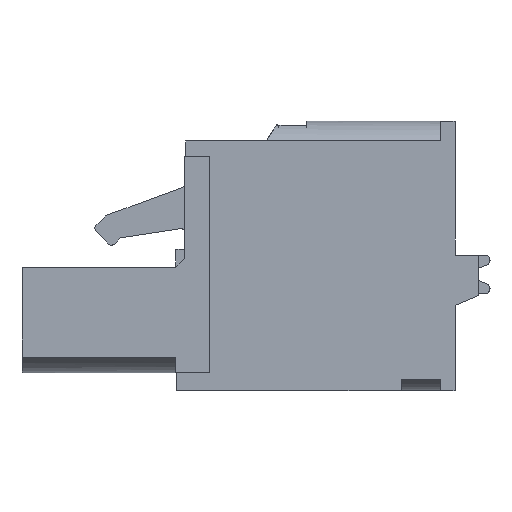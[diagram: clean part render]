
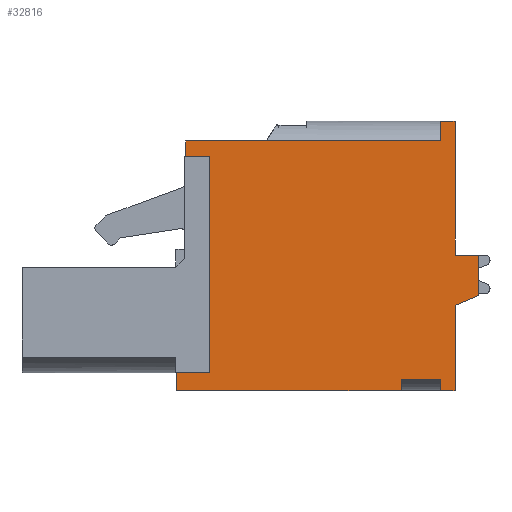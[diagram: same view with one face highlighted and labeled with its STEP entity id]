
A CAD part, left-side view. The second image highlights one B-rep face of the part: STEP entity #32816.
In plain terms, the highlighted planar face has unit normal (-1, 0, 0).
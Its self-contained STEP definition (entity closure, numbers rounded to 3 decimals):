
#3058=ORIENTED_EDGE('',*,*,#12433,.T.);
#3059=ORIENTED_EDGE('',*,*,#10835,.T.);
#3060=ORIENTED_EDGE('',*,*,#11633,.T.);
#3061=ORIENTED_EDGE('',*,*,#11342,.T.);
#3062=ORIENTED_EDGE('',*,*,#12434,.T.);
#3063=ORIENTED_EDGE('',*,*,#11232,.T.);
#3064=ORIENTED_EDGE('',*,*,#11563,.F.);
#3065=ORIENTED_EDGE('',*,*,#11450,.F.);
#3066=ORIENTED_EDGE('',*,*,#12435,.T.);
#3067=ORIENTED_EDGE('',*,*,#12417,.T.);
#3068=ORIENTED_EDGE('',*,*,#12436,.T.);
#3069=ORIENTED_EDGE('',*,*,#12437,.F.);
#3070=ORIENTED_EDGE('',*,*,#10970,.T.);
#3071=ORIENTED_EDGE('',*,*,#12438,.T.);
#3072=ORIENTED_EDGE('',*,*,#12439,.T.);
#3073=ORIENTED_EDGE('',*,*,#12440,.F.);
#3074=ORIENTED_EDGE('',*,*,#12441,.F.);
#3075=ORIENTED_EDGE('',*,*,#11514,.T.);
#10835=EDGE_CURVE('',#15711,#15710,#18918,.T.);
#10970=EDGE_CURVE('',#15846,#15845,#19053,.T.);
#11232=EDGE_CURVE('',#16108,#16107,#19265,.T.);
#11342=EDGE_CURVE('',#16218,#16217,#19375,.T.);
#11450=EDGE_CURVE('',#16324,#16325,#19483,.T.);
#11514=EDGE_CURVE('',#16389,#16388,#19547,.T.);
#11563=EDGE_CURVE('',#16325,#16107,#19581,.T.);
#11633=EDGE_CURVE('',#15710,#16218,#19651,.T.);
#12417=EDGE_CURVE('',#16968,#16967,#20234,.T.);
#12433=EDGE_CURVE('',#16388,#15711,#20240,.T.);
#12434=EDGE_CURVE('',#16217,#16108,#20241,.T.);
#12435=EDGE_CURVE('',#16324,#16968,#20242,.T.);
#12436=EDGE_CURVE('',#16967,#16976,#20243,.T.);
#12437=EDGE_CURVE('',#15846,#16976,#20244,.T.);
#12438=EDGE_CURVE('',#15845,#16977,#20245,.T.);
#12439=EDGE_CURVE('',#16977,#16978,#20246,.T.);
#12440=EDGE_CURVE('',#16979,#16978,#20247,.T.);
#12441=EDGE_CURVE('',#16389,#16979,#20248,.T.);
#15710=VERTEX_POINT('',#45513);
#15711=VERTEX_POINT('',#45515);
#15845=VERTEX_POINT('',#45784);
#15846=VERTEX_POINT('',#45786);
#16107=VERTEX_POINT('',#46322);
#16108=VERTEX_POINT('',#46324);
#16217=VERTEX_POINT('',#46543);
#16218=VERTEX_POINT('',#46545);
#16324=VERTEX_POINT('',#46759);
#16325=VERTEX_POINT('',#46761);
#16388=VERTEX_POINT('',#46888);
#16389=VERTEX_POINT('',#46890);
#16967=VERTEX_POINT('',#48680);
#16968=VERTEX_POINT('',#48682);
#16976=VERTEX_POINT('',#48714);
#16977=VERTEX_POINT('',#48717);
#16978=VERTEX_POINT('',#48719);
#16979=VERTEX_POINT('',#48721);
#18918=LINE('',#45514,#23169);
#19053=LINE('',#45785,#23304);
#19265=LINE('',#46323,#23516);
#19375=LINE('',#46544,#23626);
#19483=LINE('',#46760,#23734);
#19547=LINE('',#46889,#23798);
#19581=LINE('',#46986,#23832);
#19651=LINE('',#47103,#23902);
#20234=LINE('',#48681,#24485);
#20240=LINE('',#48710,#24491);
#20241=LINE('',#48711,#24492);
#20242=LINE('',#48712,#24493);
#20243=LINE('',#48713,#24494);
#20244=LINE('',#48715,#24495);
#20245=LINE('',#48716,#24496);
#20246=LINE('',#48718,#24497);
#20247=LINE('',#48720,#24498);
#20248=LINE('',#48722,#24499);
#23169=VECTOR('',#36628,1000.);
#23304=VECTOR('',#36765,1000.);
#23516=VECTOR('',#37105,1000.);
#23626=VECTOR('',#37217,1000.);
#23734=VECTOR('',#37327,1000.);
#23798=VECTOR('',#37393,1000.);
#23832=VECTOR('',#37477,1000.);
#23902=VECTOR('',#37549,1000.);
#24485=VECTOR('',#38956,1000.);
#24491=VECTOR('',#38992,1000.);
#24492=VECTOR('',#38993,1000.);
#24493=VECTOR('',#38994,1000.);
#24494=VECTOR('',#38995,1000.);
#24495=VECTOR('',#38996,1000.);
#24496=VECTOR('',#38997,1000.);
#24497=VECTOR('',#38998,1000.);
#24498=VECTOR('',#38999,1000.);
#24499=VECTOR('',#39000,1000.);
#27700=EDGE_LOOP('',(#3058,#3059,#3060,#3061,#3062,#3063,#3064,#3065,#3066,
#3067,#3068,#3069,#3070,#3071,#3072,#3073,#3074,#3075));
#29571=FACE_BOUND('',#27700,.T.);
#31338=PLANE('',#34799);
#32816=ADVANCED_FACE('',(#29571),#31338,.T.);
#34799=AXIS2_PLACEMENT_3D('',#48709,#38990,#38991);
#36628=DIRECTION('',(0.,1.,0.));
#36765=DIRECTION('',(0.,0.,1.));
#37105=DIRECTION('',(0.,1.,0.));
#37217=DIRECTION('',(0.,-1.,0.));
#37327=DIRECTION('',(0.,1.,0.));
#37393=DIRECTION('',(0.,1.,0.));
#37477=DIRECTION('',(0.,0.,1.));
#37549=DIRECTION('',(0.,0.,-1.));
#38956=DIRECTION('',(0.,-1.,0.));
#38990=DIRECTION('',(-1.,0.,0.));
#38991=DIRECTION('',(0.,0.,1.));
#38992=DIRECTION('',(0.,0.,-1.));
#38993=DIRECTION('',(0.,0.,-1.));
#38994=DIRECTION('',(0.,0.,1.));
#38995=DIRECTION('',(0.,0.,-1.));
#38996=DIRECTION('',(0.,1.,0.));
#38997=DIRECTION('',(0.,-0.921,0.39));
#38998=DIRECTION('',(0.,0.,1.));
#38999=DIRECTION('',(0.,-1.,0.));
#39000=DIRECTION('',(0.,0.,-1.));
#45513=CARTESIAN_POINT('',(-30.48,7.9,6.4));
#45514=CARTESIAN_POINT('',(-30.48,3.4,6.4));
#45515=CARTESIAN_POINT('',(-30.48,-6.3,6.4));
#45784=CARTESIAN_POINT('',(-30.48,-7.1,-2.75));
#45785=CARTESIAN_POINT('',(-30.48,-7.1,-7.5));
#45786=CARTESIAN_POINT('',(-30.48,-7.1,-7.5));
#46322=CARTESIAN_POINT('',(-30.48,8.4,-6.5));
#46323=CARTESIAN_POINT('',(-30.48,8.4,-6.5));
#46324=CARTESIAN_POINT('',(-30.48,6.57,-6.5));
#46543=CARTESIAN_POINT('',(-30.48,6.57,5.55));
#46544=CARTESIAN_POINT('',(-30.48,7.9,5.55));
#46545=CARTESIAN_POINT('',(-30.48,7.9,5.55));
#46759=CARTESIAN_POINT('',(-30.48,-4.1,-7.5));
#46760=CARTESIAN_POINT('',(-30.48,-8.4,-7.5));
#46761=CARTESIAN_POINT('',(-30.48,8.4,-7.5));
#46888=CARTESIAN_POINT('',(-30.48,-6.3,7.5));
#46889=CARTESIAN_POINT('',(-30.48,-8.4,7.5));
#46890=CARTESIAN_POINT('',(-30.48,-7.1,7.5));
#46986=CARTESIAN_POINT('',(-30.48,8.4,-7.5));
#47103=CARTESIAN_POINT('',(-30.48,7.9,6.4));
#48680=CARTESIAN_POINT('',(-30.48,-6.3,-6.9));
#48681=CARTESIAN_POINT('',(-30.48,-4.1,-6.9));
#48682=CARTESIAN_POINT('',(-30.48,-4.1,-6.9));
#48709=CARTESIAN_POINT('',(-30.48,-8.4,-7.5));
#48710=CARTESIAN_POINT('',(-30.48,-6.3,7.701));
#48711=CARTESIAN_POINT('',(-30.48,6.57,5.55));
#48712=CARTESIAN_POINT('',(-30.48,-4.1,-7.5));
#48713=CARTESIAN_POINT('',(-30.48,-6.3,-6.9));
#48714=CARTESIAN_POINT('',(-30.48,-6.3,-7.5));
#48715=CARTESIAN_POINT('',(-30.48,-8.4,-7.5));
#48716=CARTESIAN_POINT('',(-30.48,-7.1,-2.75));
#48717=CARTESIAN_POINT('',(-30.48,-8.4,-2.2));
#48718=CARTESIAN_POINT('',(-30.48,-8.4,-7.5));
#48719=CARTESIAN_POINT('',(-30.48,-8.4,0.05));
#48720=CARTESIAN_POINT('',(-30.48,-8.4,0.05));
#48721=CARTESIAN_POINT('',(-30.48,-7.1,0.05));
#48722=CARTESIAN_POINT('',(-30.48,-7.1,7.5));
